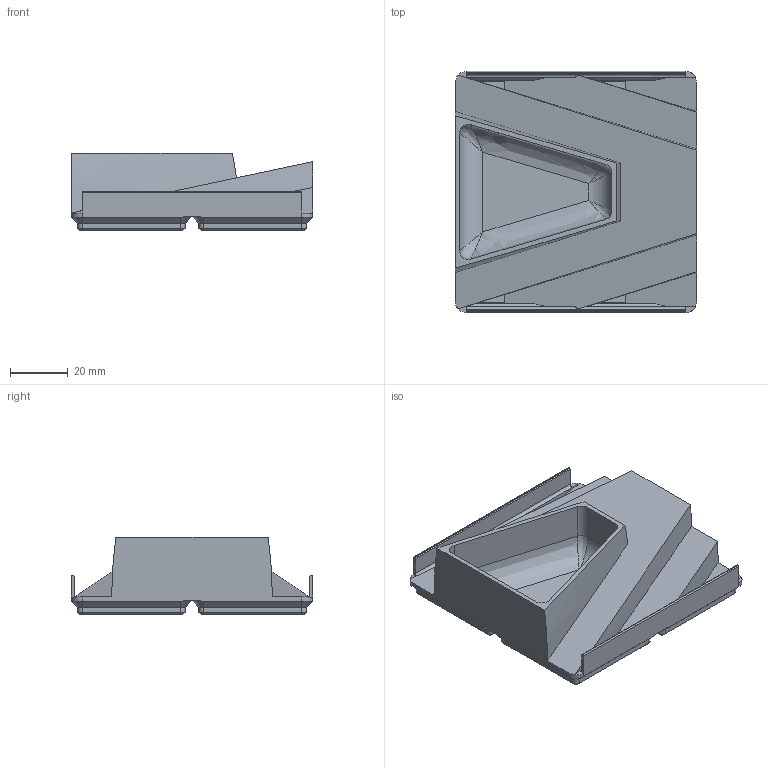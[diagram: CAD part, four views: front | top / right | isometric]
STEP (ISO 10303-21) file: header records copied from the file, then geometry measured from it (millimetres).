
FILE_DESCRIPTION(/* description */ ('STEP AP242','CAx-IF Rec.Pracs.---Representation and Presentation of Product Manufacturing Information (PMI)---4.0---2014-10-13','CAx-IF Rec.Pracs.---3D Tessellated Geometry---0.4---2014-09-14','2;1'),/* implementation_level */ '2;1');
FILE_NAME(/* name */ '648cc643eef89a0cad0a9006',/* time_stamp */ '2023-06-16T20:29:56Z',/* author */ (''),/* organization */ (''),/* preprocessor_version */ 'ST-DEVELOPER v19.4',/* originating_system */ ' ',/* authorisation */ ' ');
FILE_SCHEMA (('AP242_MANAGED_MODEL_BASED_3D_ENGINEERING_MIM_LF { 1 0 10303 442 1 1 4 }'));
Length unit declared in the file: metre
Products named in the file (1): Box
Bounding box: 83.5 x 83.5 x 26.99 mm (x, y, z)
Volume: 74004.7 mm3; surface area: 28803 mm2
Topology: 1 solids, 1 shells, 319 faces, 772 edges, 468 vertices
Faces by surface type: plane 208, cylinder 61, cone 42, bspline 8
Full cylindrical faces by diameter (mm): 3 x12, 6.4 x16
Entity records: 8980 total; most frequent: CARTESIAN_POINT 1846, DIRECTION 1496, ORIENTED_EDGE 1424, EDGE_CURVE 712, AXIS2_PLACEMENT_3D 532, VERTEX_POINT 440, LINE 432, VECTOR 432
